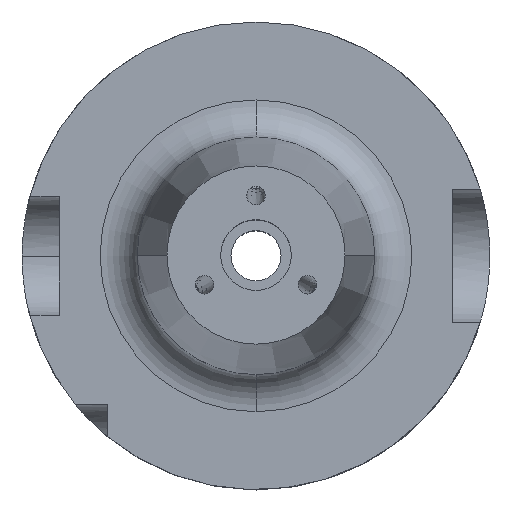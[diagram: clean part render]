
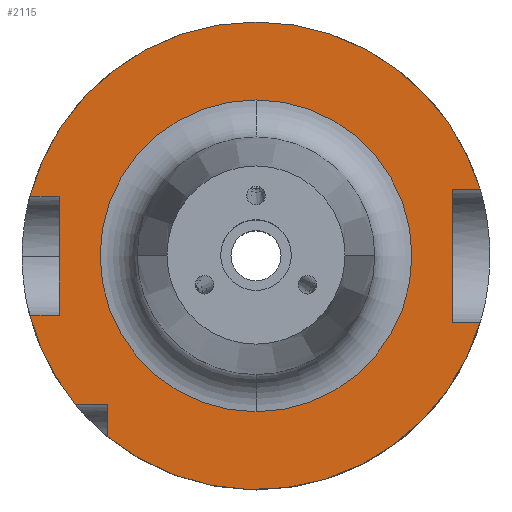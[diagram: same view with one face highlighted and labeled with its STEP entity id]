
A CAD part, top view. The second image highlights one B-rep face of the part: STEP entity #2115.
In plain terms, the highlighted planar face has unit normal (0, 0, 1).
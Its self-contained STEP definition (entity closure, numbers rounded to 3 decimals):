
#54 = CARTESIAN_POINT ( 'NONE',  ( 0., 0., 26. ) ) ;
#56 = VERTEX_POINT ( 'NONE', #632 ) ;
#97 = ORIENTED_EDGE ( 'NONE', *, *, #2052, .F. ) ;
#160 = VERTEX_POINT ( 'NONE', #4625 ) ;
#176 = CARTESIAN_POINT ( 'NONE',  ( 0., -20., 26. ) ) ;
#229 = DIRECTION ( 'NONE',  ( 0., 0., 1. ) ) ;
#256 = DIRECTION ( 'NONE',  ( -1., 0., 0. ) ) ;
#262 = CARTESIAN_POINT ( 'NONE',  ( 30.187, 9., 26. ) ) ;
#284 = CARTESIAN_POINT ( 'NONE',  ( 26.5, 9., 26. ) ) ;
#286 = CIRCLE ( 'NONE', #3203, 31.5 ) ;
#311 = CARTESIAN_POINT ( 'NONE',  ( 0., 0., 26. ) ) ;
#335 = CARTESIAN_POINT ( 'NONE',  ( 0., -8., 26. ) ) ;
#367 = ORIENTED_EDGE ( 'NONE', *, *, #1213, .F. ) ;
#374 = VERTEX_POINT ( 'NONE', #1951 ) ;
#424 = VERTEX_POINT ( 'NONE', #4682 ) ;
#432 = DIRECTION ( 'NONE',  ( 0., 1., 0. ) ) ;
#458 = EDGE_CURVE ( 'NONE', #2892, #374, #4535, .T. ) ;
#469 = VECTOR ( 'NONE', #2325, 1000. ) ;
#474 = ORIENTED_EDGE ( 'NONE', *, *, #4094, .T. ) ;
#492 = DIRECTION ( 'NONE',  ( 1., 0., 0. ) ) ;
#553 = CARTESIAN_POINT ( 'NONE',  ( 0., 0., 26. ) ) ;
#599 = DIRECTION ( 'NONE',  ( 0., 1., 0. ) ) ;
#632 = CARTESIAN_POINT ( 'NONE',  ( -26.5, -8., 26. ) ) ;
#666 = VECTOR ( 'NONE', #256, 1000. ) ;
#745 = VERTEX_POINT ( 'NONE', #1686 ) ;
#932 = EDGE_CURVE ( 'NONE', #3610, #3300, #2126, .T. ) ;
#943 = DIRECTION ( 'NONE',  ( 0., -1., 0. ) ) ;
#1014 = VECTOR ( 'NONE', #1671, 1000. ) ;
#1025 = CARTESIAN_POINT ( 'NONE',  ( 0., 0., 26. ) ) ;
#1042 = DIRECTION ( 'NONE',  ( 0., 0., -1. ) ) ;
#1067 = EDGE_CURVE ( 'NONE', #2298, #2892, #2014, .T. ) ;
#1069 = AXIS2_PLACEMENT_3D ( 'NONE', #311, #229, #4736 ) ;
#1112 = CARTESIAN_POINT ( 'NONE',  ( 0., 21., 26. ) ) ;
#1142 = ORIENTED_EDGE ( 'NONE', *, *, #4559, .F. ) ;
#1148 = VECTOR ( 'NONE', #1484, 1000. ) ;
#1179 = LINE ( 'NONE', #3749, #2045 ) ;
#1186 = AXIS2_PLACEMENT_3D ( 'NONE', #1025, #1042, #3538 ) ;
#1213 = EDGE_CURVE ( 'NONE', #374, #4354, #1321, .T. ) ;
#1215 = CARTESIAN_POINT ( 'NONE',  ( -20., 0., 26. ) ) ;
#1237 = LINE ( 'NONE', #2712, #4104 ) ;
#1257 = DIRECTION ( 'NONE',  ( 0., 0., -1. ) ) ;
#1321 = CIRCLE ( 'NONE', #1186, 31.5 ) ;
#1348 = PLANE ( 'NONE',  #1069 ) ;
#1384 = VERTEX_POINT ( 'NONE', #3595 ) ;
#1477 = LINE ( 'NONE', #4582, #469 ) ;
#1484 = DIRECTION ( 'NONE',  ( -1., 0., 0. ) ) ;
#1527 = EDGE_CURVE ( 'NONE', #4477, #160, #3601, .T. ) ;
#1568 = VERTEX_POINT ( 'NONE', #3046 ) ;
#1621 = ORIENTED_EDGE ( 'NONE', *, *, #1067, .F. ) ;
#1671 = DIRECTION ( 'NONE',  ( 0., 1., 0. ) ) ;
#1686 = CARTESIAN_POINT ( 'NONE',  ( 26.5, -9., 26. ) ) ;
#1707 = VECTOR ( 'NONE', #4648, 1000. ) ;
#1904 = CARTESIAN_POINT ( 'NONE',  ( 0., 0., 26. ) ) ;
#1951 = CARTESIAN_POINT ( 'NONE',  ( 0., 31.5, 26. ) ) ;
#2014 = LINE ( 'NONE', #4795, #666 ) ;
#2045 = VECTOR ( 'NONE', #4136, 1000. ) ;
#2052 = EDGE_CURVE ( 'NONE', #424, #1568, #2076, .T. ) ;
#2076 = CIRCLE ( 'NONE', #3650, 31.5 ) ;
#2115 = ADVANCED_FACE ( 'NONE', ( #4716, #2696 ), #1348, .T. ) ;
#2121 = ORIENTED_EDGE ( 'NONE', *, *, #1527, .T. ) ;
#2126 = LINE ( 'NONE', #176, #1148 ) ;
#2249 = CIRCLE ( 'NONE', #2259, 21. ) ;
#2259 = AXIS2_PLACEMENT_3D ( 'NONE', #553, #3155, #943 ) ;
#2298 = VERTEX_POINT ( 'NONE', #4212 ) ;
#2325 = DIRECTION ( 'NONE',  ( -1., 0., 0. ) ) ;
#2358 = ORIENTED_EDGE ( 'NONE', *, *, #2716, .F. ) ;
#2420 = CARTESIAN_POINT ( 'NONE',  ( 26.5, 0., 26. ) ) ;
#2475 = ORIENTED_EDGE ( 'NONE', *, *, #3323, .T. ) ;
#2516 = DIRECTION ( 'NONE',  ( 0., 0., -1. ) ) ;
#2537 = EDGE_LOOP ( 'NONE', ( #4138, #4140, #97, #474, #3135, #3223, #367, #4322, #1621, #1142, #4131, #2358 ) ) ;
#2561 = AXIS2_PLACEMENT_3D ( 'NONE', #1904, #1257, #4163 ) ;
#2562 = DIRECTION ( 'NONE',  ( 1., 0., 0. ) ) ;
#2644 = DIRECTION ( 'NONE',  ( 0., 0., -1. ) ) ;
#2696 = FACE_OUTER_BOUND ( 'NONE', #2537, .T. ) ;
#2712 = CARTESIAN_POINT ( 'NONE',  ( 0., 9., 26. ) ) ;
#2716 = EDGE_CURVE ( 'NONE', #3300, #1384, #286, .T. ) ;
#2759 = CARTESIAN_POINT ( 'NONE',  ( -24.336, -20., 26. ) ) ;
#2892 = VERTEX_POINT ( 'NONE', #4715 ) ;
#2980 = VERTEX_POINT ( 'NONE', #284 ) ;
#3046 = CARTESIAN_POINT ( 'NONE',  ( -20., -24.336, 26. ) ) ;
#3135 = ORIENTED_EDGE ( 'NONE', *, *, #4247, .T. ) ;
#3155 = DIRECTION ( 'NONE',  ( 0., 0., -1. ) ) ;
#3203 = AXIS2_PLACEMENT_3D ( 'NONE', #54, #2644, #432 ) ;
#3223 = ORIENTED_EDGE ( 'NONE', *, *, #4152, .T. ) ;
#3300 = VERTEX_POINT ( 'NONE', #2759 ) ;
#3323 = EDGE_CURVE ( 'NONE', #160, #4477, #2249, .T. ) ;
#3538 = DIRECTION ( 'NONE',  ( 0., 1., 0. ) ) ;
#3571 = DIRECTION ( 'NONE',  ( 0., 0., -1. ) ) ;
#3595 = CARTESIAN_POINT ( 'NONE',  ( -30.467, -8., 26. ) ) ;
#3601 = CIRCLE ( 'NONE', #2561, 21. ) ;
#3610 = VERTEX_POINT ( 'NONE', #4557 ) ;
#3650 = AXIS2_PLACEMENT_3D ( 'NONE', #4467, #2516, #3703 ) ;
#3681 = LINE ( 'NONE', #1215, #1707 ) ;
#3703 = DIRECTION ( 'NONE',  ( 0., 1., 0. ) ) ;
#3749 = CARTESIAN_POINT ( 'NONE',  ( -26.5, 0., 26. ) ) ;
#3794 = VECTOR ( 'NONE', #2562, 1000. ) ;
#3971 = EDGE_CURVE ( 'NONE', #1384, #56, #4806, .T. ) ;
#3983 = LINE ( 'NONE', #2420, #1014 ) ;
#4094 = EDGE_CURVE ( 'NONE', #424, #745, #1477, .T. ) ;
#4104 = VECTOR ( 'NONE', #492, 1000. ) ;
#4131 = ORIENTED_EDGE ( 'NONE', *, *, #3971, .F. ) ;
#4136 = DIRECTION ( 'NONE',  ( 0., 1., 0. ) ) ;
#4138 = ORIENTED_EDGE ( 'NONE', *, *, #932, .F. ) ;
#4140 = ORIENTED_EDGE ( 'NONE', *, *, #4689, .F. ) ;
#4152 = EDGE_CURVE ( 'NONE', #2980, #4354, #1237, .T. ) ;
#4163 = DIRECTION ( 'NONE',  ( 0., -1., 0. ) ) ;
#4212 = CARTESIAN_POINT ( 'NONE',  ( -26.5, 8., 26. ) ) ;
#4220 = CARTESIAN_POINT ( 'NONE',  ( 0., 0., 26. ) ) ;
#4247 = EDGE_CURVE ( 'NONE', #745, #2980, #3983, .T. ) ;
#4322 = ORIENTED_EDGE ( 'NONE', *, *, #458, .F. ) ;
#4354 = VERTEX_POINT ( 'NONE', #262 ) ;
#4467 = CARTESIAN_POINT ( 'NONE',  ( 0., 0., 26. ) ) ;
#4471 = AXIS2_PLACEMENT_3D ( 'NONE', #4220, #3571, #599 ) ;
#4477 = VERTEX_POINT ( 'NONE', #1112 ) ;
#4495 = EDGE_LOOP ( 'NONE', ( #2475, #2121 ) ) ;
#4535 = CIRCLE ( 'NONE', #4471, 31.5 ) ;
#4557 = CARTESIAN_POINT ( 'NONE',  ( -20., -20., 26. ) ) ;
#4559 = EDGE_CURVE ( 'NONE', #56, #2298, #1179, .T. ) ;
#4582 = CARTESIAN_POINT ( 'NONE',  ( 0., -9., 26. ) ) ;
#4625 = CARTESIAN_POINT ( 'NONE',  ( 0., -21., 26. ) ) ;
#4648 = DIRECTION ( 'NONE',  ( 0., 1., 0. ) ) ;
#4682 = CARTESIAN_POINT ( 'NONE',  ( 30.187, -9., 26. ) ) ;
#4689 = EDGE_CURVE ( 'NONE', #1568, #3610, #3681, .T. ) ;
#4715 = CARTESIAN_POINT ( 'NONE',  ( -30.467, 8., 26. ) ) ;
#4716 = FACE_BOUND ( 'NONE', #4495, .T. ) ;
#4736 = DIRECTION ( 'NONE',  ( 0., -1., 0. ) ) ;
#4795 = CARTESIAN_POINT ( 'NONE',  ( 0., 8., 26. ) ) ;
#4806 = LINE ( 'NONE', #335, #3794 ) ;
